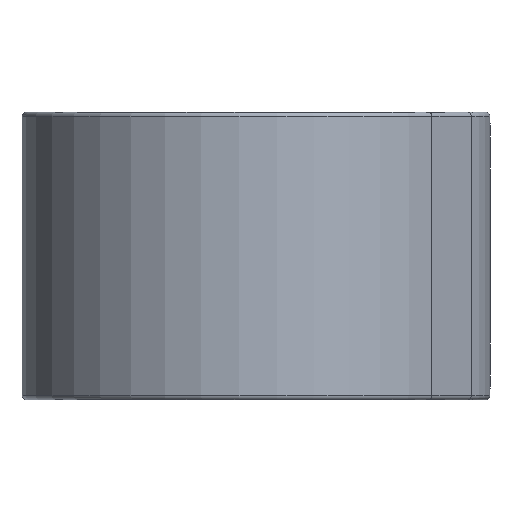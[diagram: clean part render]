
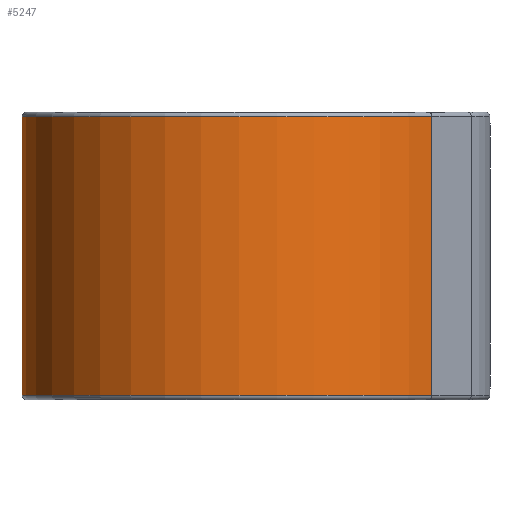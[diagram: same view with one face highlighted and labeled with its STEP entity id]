
A CAD part, left-side view. The second image highlights one B-rep face of the part: STEP entity #5247.
In plain terms, the highlighted cylindrical face has radius 9.85 mm (diameter 19.7 mm), a partial arc.
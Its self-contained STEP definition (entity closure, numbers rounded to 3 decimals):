
#1798=DIRECTION('',(0.,0.,1.));
#1799=VECTOR('',#1798,12.3);
#1800=CARTESIAN_POINT('',(-5.402,-8.237,-6.15));
#1801=LINE('',#1800,#1799);
#1812=CARTESIAN_POINT('',(0.,0.,6.15));
#1813=DIRECTION('',(0.,0.,1.));
#1814=DIRECTION('',(0.74,0.673,0.));
#1815=AXIS2_PLACEMENT_3D('',#1812,#1813,#1814);
#1817=CARTESIAN_POINT('',(0.,0.,-6.15));
#1818=DIRECTION('',(0.,0.,-1.));
#1819=DIRECTION('',(-0.548,-0.836,0.));
#1820=AXIS2_PLACEMENT_3D('',#1817,#1818,#1819);
#1822=DIRECTION('',(0.,0.,1.));
#1823=VECTOR('',#1822,12.3);
#1824=CARTESIAN_POINT('',(7.289,6.625,-6.15));
#1825=LINE('',#1824,#1823);
#2001=CARTESIAN_POINT('',(7.289,6.625,6.15));
#2002=VERTEX_POINT('',#2001);
#2005=CARTESIAN_POINT('',(-5.402,-8.237,6.15));
#2006=VERTEX_POINT('',#2005);
#2041=CARTESIAN_POINT('',(-5.402,-8.237,-6.15));
#2042=VERTEX_POINT('',#2041);
#2045=CARTESIAN_POINT('',(7.289,6.625,-6.15));
#2046=VERTEX_POINT('',#2045);
#5235=CARTESIAN_POINT('',(0.,0.,-6.35));
#5236=DIRECTION('',(0.,0.,1.));
#5237=DIRECTION('',(1.,0.,0.));
#5238=AXIS2_PLACEMENT_3D('',#5235,#5236,#5237);
#5239=CYLINDRICAL_SURFACE('',#5238,9.85);
#5240=ORIENTED_EDGE('',*,*,#5228,.T.);
#5241=ORIENTED_EDGE('',*,*,#5203,.F.);
#5242=ORIENTED_EDGE('',*,*,#2713,.T.);
#5244=ORIENTED_EDGE('',*,*,#5243,.T.);
#5245=EDGE_LOOP('',(#5240,#5241,#5242,#5244));
#5246=FACE_OUTER_BOUND('',#5245,.F.);
#5247=ADVANCED_FACE('',(#5246),#5239,.T.);
#1816=CIRCLE('',#1815,9.85);
#1821=CIRCLE('',#1820,9.85);
#2713=EDGE_CURVE('',#2042,#2046,#1821,.T.);
#5203=EDGE_CURVE('',#2042,#2006,#1801,.T.);
#5228=EDGE_CURVE('',#2002,#2006,#1816,.T.);
#5243=EDGE_CURVE('',#2046,#2002,#1825,.T.);
